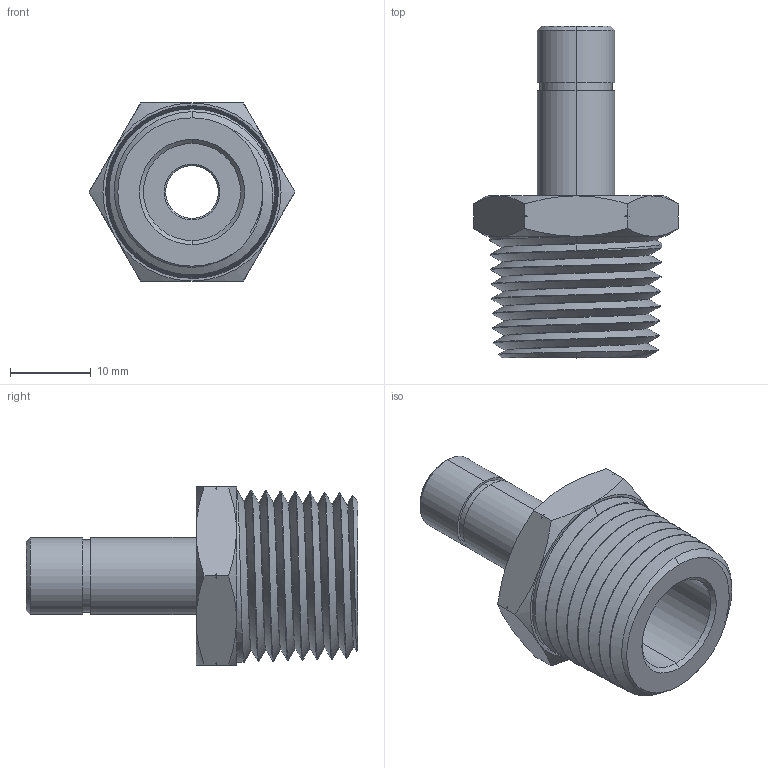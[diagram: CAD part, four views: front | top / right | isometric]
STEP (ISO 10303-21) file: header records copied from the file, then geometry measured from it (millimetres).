
FILE_DESCRIPTION (( 'STEP AP214' ), '1' );
FILE_NAME ('TAS3-8N1-2.STEP', '2018-07-30T19:38:42', ( '' ), ( '' ), 'SwSTEP 2.0', 'SolidWorks 2016', '' );
FILE_SCHEMA (( 'AUTOMOTIVE_DESIGN' ));
Length unit declared in the file: millimetre
Products named in the file (1): TAS3-8N1-2
Bounding box: 25.4 x 41 x 22 mm (x, y, z)
Volume: 5263.3 mm3; surface area: 4503.7 mm2
Topology: 1 solids, 1 shells, 80 faces, 195 edges, 122 vertices
Faces by surface type: cone 51, plane 13, cylinder 10, bspline 6
Entity records: 7053 total; most frequent: CARTESIAN_POINT 4416, ORIENTED_EDGE 390, DIRECTION 305, EDGE_CURVE 195, AXIS2_PLACEMENT_3D 127, VERTEX_POINT 122, B_SPLINE_CURVE_WITH_KNOTS 92, EDGE_LOOP 87
